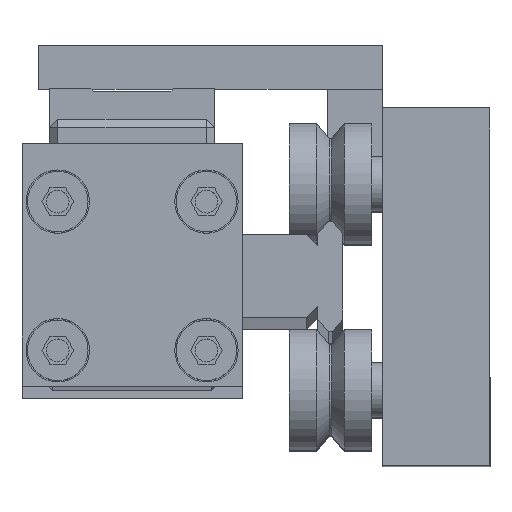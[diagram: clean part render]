
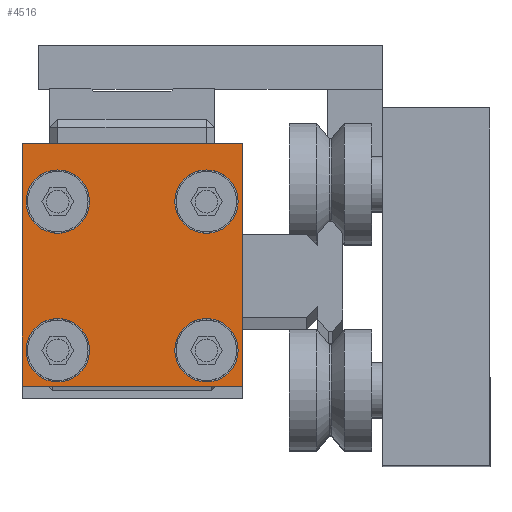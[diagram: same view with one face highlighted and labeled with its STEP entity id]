
A CAD part, top view. The second image highlights one B-rep face of the part: STEP entity #4516.
In plain terms, the highlighted planar face has unit normal (0, 0, 1).
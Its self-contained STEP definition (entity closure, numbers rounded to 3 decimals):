
#113=CIRCLE('',#4859,5.75);
#114=CIRCLE('',#4860,5.75);
#115=CIRCLE('',#4861,5.75);
#116=CIRCLE('',#4862,5.75);
#453=ORIENTED_EDGE('',*,*,#1512,.F.);
#454=ORIENTED_EDGE('',*,*,#1524,.F.);
#455=ORIENTED_EDGE('',*,*,#1505,.F.);
#456=ORIENTED_EDGE('',*,*,#1509,.F.);
#457=ORIENTED_EDGE('',*,*,#1572,.T.);
#458=ORIENTED_EDGE('',*,*,#1573,.T.);
#459=ORIENTED_EDGE('',*,*,#1574,.T.);
#460=ORIENTED_EDGE('',*,*,#1575,.T.);
#1505=EDGE_CURVE('',#2078,#2079,#2524,.T.);
#1509=EDGE_CURVE('',#2082,#2078,#2528,.T.);
#1512=EDGE_CURVE('',#2084,#2082,#2531,.T.);
#1524=EDGE_CURVE('',#2079,#2084,#2541,.T.);
#1572=EDGE_CURVE('',#2129,#2129,#113,.T.);
#1573=EDGE_CURVE('',#2130,#2130,#114,.T.);
#1574=EDGE_CURVE('',#2131,#2131,#115,.T.);
#1575=EDGE_CURVE('',#2132,#2132,#116,.T.);
#2078=VERTEX_POINT('',#6742);
#2079=VERTEX_POINT('',#6743);
#2082=VERTEX_POINT('',#6751);
#2084=VERTEX_POINT('',#6757);
#2129=VERTEX_POINT('',#6884);
#2130=VERTEX_POINT('',#6886);
#2131=VERTEX_POINT('',#6888);
#2132=VERTEX_POINT('',#6890);
#2524=LINE('',#6741,#2998);
#2528=LINE('',#6750,#3002);
#2531=LINE('',#6756,#3005);
#2541=LINE('',#6779,#3015);
#2998=VECTOR('',#5374,1000.);
#3002=VECTOR('',#5380,1000.);
#3005=VECTOR('',#5385,1000.);
#3015=VECTOR('',#5401,1000.);
#3440=EDGE_LOOP('',(#453,#454,#455,#456));
#3441=EDGE_LOOP('',(#457));
#3442=EDGE_LOOP('',(#458));
#3443=EDGE_LOOP('',(#459));
#3444=EDGE_LOOP('',(#460));
#3866=FACE_BOUND('',#3440,.T.);
#3867=FACE_BOUND('',#3441,.T.);
#3868=FACE_BOUND('',#3442,.T.);
#3869=FACE_BOUND('',#3443,.T.);
#3870=FACE_BOUND('',#3444,.T.);
#4279=PLANE('',#4858);
#4516=ADVANCED_FACE('',(#3866,#3867,#3868,#3869,#3870),#4279,.T.);
#4858=AXIS2_PLACEMENT_3D('',#6882,#5496,#5497);
#4859=AXIS2_PLACEMENT_3D('',#6883,#5498,#5499);
#4860=AXIS2_PLACEMENT_3D('',#6885,#5500,#5501);
#4861=AXIS2_PLACEMENT_3D('',#6887,#5502,#5503);
#4862=AXIS2_PLACEMENT_3D('',#6889,#5504,#5505);
#5374=DIRECTION('',(0.,1.,0.));
#5380=DIRECTION('',(-1.,0.,0.));
#5385=DIRECTION('',(0.,-1.,0.));
#5401=DIRECTION('',(1.,0.,0.));
#5496=DIRECTION('',(0.,0.,1.));
#5497=DIRECTION('',(1.,0.,0.));
#5498=DIRECTION('',(0.,0.,-1.));
#5499=DIRECTION('',(-1.,0.,0.));
#5500=DIRECTION('',(0.,0.,-1.));
#5501=DIRECTION('',(-1.,0.,0.));
#5502=DIRECTION('',(0.,0.,-1.));
#5503=DIRECTION('',(-1.,0.,0.));
#5504=DIRECTION('',(0.,0.,-1.));
#5505=DIRECTION('',(-1.,0.,0.));
#6741=CARTESIAN_POINT('',(-20.,-23.3,1300.));
#6742=CARTESIAN_POINT('',(-20.,-23.3,1300.));
#6743=CARTESIAN_POINT('',(-20.,20.7,1300.));
#6750=CARTESIAN_POINT('',(20.,-23.3,1300.));
#6751=CARTESIAN_POINT('',(20.,-23.3,1300.));
#6756=CARTESIAN_POINT('',(20.,20.7,1300.));
#6757=CARTESIAN_POINT('',(20.,20.7,1300.));
#6779=CARTESIAN_POINT('',(-20.,20.7,1300.));
#6882=CARTESIAN_POINT('',(0.,-1.3,1300.));
#6883=CARTESIAN_POINT('',(13.5,10.2,1300.));
#6884=CARTESIAN_POINT('',(7.75,10.2,1300.));
#6885=CARTESIAN_POINT('',(-13.5,10.2,1300.));
#6886=CARTESIAN_POINT('',(-19.25,10.2,1300.));
#6887=CARTESIAN_POINT('',(13.5,-16.8,1300.));
#6888=CARTESIAN_POINT('',(7.75,-16.8,1300.));
#6889=CARTESIAN_POINT('',(-13.5,-16.8,1300.));
#6890=CARTESIAN_POINT('',(-19.25,-16.8,1300.));
